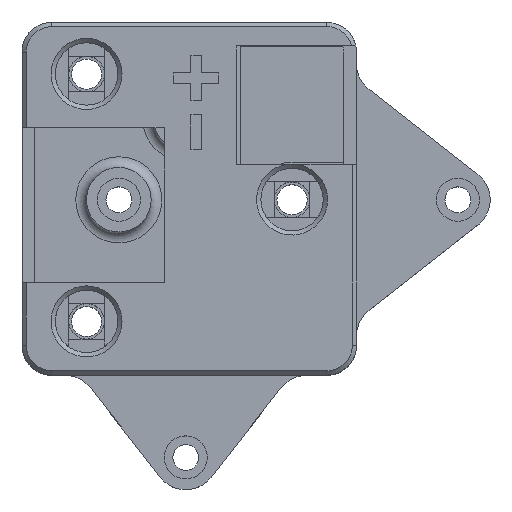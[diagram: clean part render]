
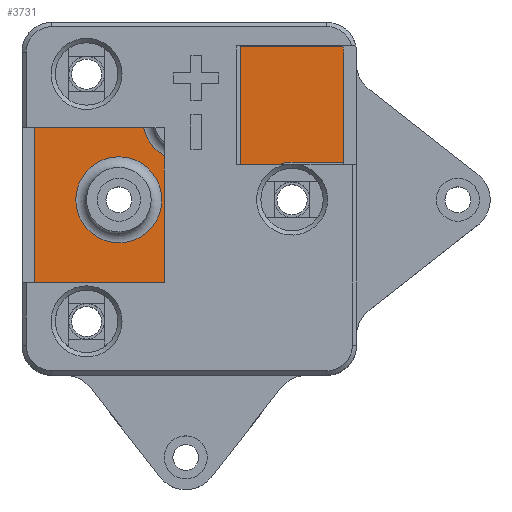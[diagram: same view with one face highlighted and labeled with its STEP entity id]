
A CAD part, top view. The second image highlights one B-rep face of the part: STEP entity #3731.
In plain terms, the highlighted planar face has unit normal (0, 0, 1).
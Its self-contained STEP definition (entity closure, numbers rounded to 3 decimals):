
#85=FACE_BOUND('',#516,.T.);
#86=FACE_BOUND('',#517,.T.);
#123=PLANE('',#4025);
#295=FACE_OUTER_BOUND('',#515,.T.);
#515=EDGE_LOOP('',(#2787,#2788,#2789,#2790,#2791,#2792,#2793,#2794,#2795,
#2796,#2797,#2798,#2799,#2800,#2801,#2802));
#516=EDGE_LOOP('',(#2803));
#517=EDGE_LOOP('',(#2804));
#780=LINE('',#5694,#1181);
#781=LINE('',#5696,#1182);
#782=LINE('',#5700,#1183);
#783=LINE('',#5702,#1184);
#784=LINE('',#5706,#1185);
#785=LINE('',#5708,#1186);
#786=LINE('',#5710,#1187);
#787=LINE('',#5714,#1188);
#788=LINE('',#5716,#1189);
#789=LINE('',#5720,#1190);
#790=LINE('',#5722,#1191);
#1181=VECTOR('',#4579,10.);
#1182=VECTOR('',#4580,10.);
#1183=VECTOR('',#4583,10.);
#1184=VECTOR('',#4584,10.);
#1185=VECTOR('',#4587,10.);
#1186=VECTOR('',#4588,10.);
#1187=VECTOR('',#4589,10.);
#1188=VECTOR('',#4592,10.);
#1189=VECTOR('',#4593,10.);
#1190=VECTOR('',#4596,10.);
#1191=VECTOR('',#4597,10.);
#1555=CIRCLE('',#4024,4.);
#1556=CIRCLE('',#4026,1.57);
#1557=CIRCLE('',#4027,3.5);
#1558=CIRCLE('',#4028,3.5);
#1559=CIRCLE('',#4029,1.57);
#1560=CIRCLE('',#4030,3.5);
#1561=CIRCLE('',#4031,4.);
#1734=VERTEX_POINT('',#5688);
#1735=VERTEX_POINT('',#5692);
#1736=VERTEX_POINT('',#5693);
#1737=VERTEX_POINT('',#5695);
#1738=VERTEX_POINT('',#5697);
#1739=VERTEX_POINT('',#5699);
#1740=VERTEX_POINT('',#5701);
#1741=VERTEX_POINT('',#5703);
#1742=VERTEX_POINT('',#5705);
#1743=VERTEX_POINT('',#5707);
#1744=VERTEX_POINT('',#5709);
#1745=VERTEX_POINT('',#5711);
#1746=VERTEX_POINT('',#5713);
#1747=VERTEX_POINT('',#5715);
#1748=VERTEX_POINT('',#5717);
#1749=VERTEX_POINT('',#5719);
#1750=VERTEX_POINT('',#5721);
#1751=VERTEX_POINT('',#5724);
#2135=EDGE_CURVE('',#1734,#1734,#1555,.T.);
#2136=EDGE_CURVE('',#1735,#1736,#780,.T.);
#2137=EDGE_CURVE('',#1736,#1737,#781,.T.);
#2138=EDGE_CURVE('',#1737,#1738,#1556,.T.);
#2139=EDGE_CURVE('',#1738,#1739,#782,.T.);
#2140=EDGE_CURVE('',#1739,#1740,#783,.T.);
#2141=EDGE_CURVE('',#1740,#1741,#1557,.T.);
#2142=EDGE_CURVE('',#1741,#1742,#784,.T.);
#2143=EDGE_CURVE('',#1742,#1743,#785,.T.);
#2144=EDGE_CURVE('',#1743,#1744,#786,.T.);
#2145=EDGE_CURVE('',#1745,#1744,#1558,.T.);
#2146=EDGE_CURVE('',#1745,#1746,#787,.T.);
#2147=EDGE_CURVE('',#1746,#1747,#788,.T.);
#2148=EDGE_CURVE('',#1747,#1748,#1559,.T.);
#2149=EDGE_CURVE('',#1748,#1749,#789,.T.);
#2150=EDGE_CURVE('',#1749,#1750,#790,.T.);
#2151=EDGE_CURVE('',#1735,#1750,#1560,.T.);
#2152=EDGE_CURVE('',#1751,#1751,#1561,.T.);
#2787=ORIENTED_EDGE('',*,*,#2136,.T.);
#2788=ORIENTED_EDGE('',*,*,#2137,.T.);
#2789=ORIENTED_EDGE('',*,*,#2138,.T.);
#2790=ORIENTED_EDGE('',*,*,#2139,.T.);
#2791=ORIENTED_EDGE('',*,*,#2140,.T.);
#2792=ORIENTED_EDGE('',*,*,#2141,.T.);
#2793=ORIENTED_EDGE('',*,*,#2142,.T.);
#2794=ORIENTED_EDGE('',*,*,#2143,.T.);
#2795=ORIENTED_EDGE('',*,*,#2144,.T.);
#2796=ORIENTED_EDGE('',*,*,#2145,.F.);
#2797=ORIENTED_EDGE('',*,*,#2146,.T.);
#2798=ORIENTED_EDGE('',*,*,#2147,.T.);
#2799=ORIENTED_EDGE('',*,*,#2148,.T.);
#2800=ORIENTED_EDGE('',*,*,#2149,.T.);
#2801=ORIENTED_EDGE('',*,*,#2150,.T.);
#2802=ORIENTED_EDGE('',*,*,#2151,.F.);
#2803=ORIENTED_EDGE('',*,*,#2152,.F.);
#2804=ORIENTED_EDGE('',*,*,#2135,.F.);
#3731=ADVANCED_FACE('',(#295,#85,#86),#123,.F.);
#4024=AXIS2_PLACEMENT_3D('',#5690,#4575,#4576);
#4025=AXIS2_PLACEMENT_3D('',#5691,#4577,#4578);
#4026=AXIS2_PLACEMENT_3D('',#5698,#4581,#4582);
#4027=AXIS2_PLACEMENT_3D('',#5704,#4585,#4586);
#4028=AXIS2_PLACEMENT_3D('',#5712,#4590,#4591);
#4029=AXIS2_PLACEMENT_3D('',#5718,#4594,#4595);
#4030=AXIS2_PLACEMENT_3D('',#5723,#4598,#4599);
#4031=AXIS2_PLACEMENT_3D('',#5725,#4600,#4601);
#4575=DIRECTION('center_axis',(0.,0.,1.));
#4576=DIRECTION('ref_axis',(-1.,0.,0.));
#4577=DIRECTION('center_axis',(0.,0.,-1.));
#4578=DIRECTION('ref_axis',(1.,0.,0.));
#4579=DIRECTION('',(1.,0.,0.));
#4580=DIRECTION('',(0.,1.,0.));
#4581=DIRECTION('center_axis',(0.,0.,1.));
#4582=DIRECTION('ref_axis',(1.,0.,0.));
#4583=DIRECTION('',(-1.,0.,0.));
#4584=DIRECTION('',(0.,-1.,0.));
#4585=DIRECTION('center_axis',(0.,0.,-1.));
#4586=DIRECTION('ref_axis',(-1.,0.,0.));
#4587=DIRECTION('',(-1.,0.,0.));
#4588=DIRECTION('',(0.,-1.,0.));
#4589=DIRECTION('',(1.,0.,0.));
#4590=DIRECTION('center_axis',(0.,0.,1.));
#4591=DIRECTION('ref_axis',(1.,0.,0.));
#4592=DIRECTION('',(0.,-1.,0.));
#4593=DIRECTION('',(1.,0.,0.));
#4594=DIRECTION('center_axis',(0.,0.,1.));
#4595=DIRECTION('ref_axis',(0.,-1.,0.));
#4596=DIRECTION('',(0.,1.,0.));
#4597=DIRECTION('',(-1.,0.,0.));
#4598=DIRECTION('center_axis',(0.,0.,1.));
#4599=DIRECTION('ref_axis',(1.,0.,0.));
#4600=DIRECTION('center_axis',(0.,0.,1.));
#4601=DIRECTION('ref_axis',(-0.962,-0.273,0.));
#5688=CARTESIAN_POINT('',(11.5,14.865,-3.));
#5690=CARTESIAN_POINT('Origin',(7.5,14.865,-3.));
#5691=CARTESIAN_POINT('Origin',(14.048,8.978,-3.));
#5692=CARTESIAN_POINT('',(23.596,18.365,-3.));
#5693=CARTESIAN_POINT('',(28.396,18.365,-3.));
#5694=CARTESIAN_POINT('',(18.822,18.365,-3.));
#5695=CARTESIAN_POINT('',(28.396,28.564,-3.));
#5696=CARTESIAN_POINT('',(28.396,18.771,-3.));
#5697=CARTESIAN_POINT('',(26.826,30.134,-3.));
#5698=CARTESIAN_POINT('Origin',(26.826,28.564,-3.));
#5699=CARTESIAN_POINT('',(8.,30.134,-3.));
#5700=CARTESIAN_POINT('',(7.659,30.134,-3.));
#5701=CARTESIAN_POINT('',(8.,26.534,-3.));
#5702=CARTESIAN_POINT('',(8.,19.556,-3.));
#5703=CARTESIAN_POINT('',(4.5,23.034,-3.));
#5704=CARTESIAN_POINT('Origin',(4.5,26.534,-3.));
#5705=CARTESIAN_POINT('',(-0.3,23.034,-3.));
#5706=CARTESIAN_POINT('',(9.274,23.034,-3.));
#5707=CARTESIAN_POINT('',(-0.3,7.047,-3.));
#5708=CARTESIAN_POINT('',(-0.3,5.148,-3.));
#5709=CARTESIAN_POINT('',(4.5,7.047,-3.));
#5710=CARTESIAN_POINT('',(6.874,7.047,-3.));
#5711=CARTESIAN_POINT('',(8.,3.547,-3.));
#5712=CARTESIAN_POINT('Origin',(4.5,3.547,-3.));
#5713=CARTESIAN_POINT('',(8.,-0.253,-3.));
#5714=CARTESIAN_POINT('',(8.,6.263,-3.));
#5715=CARTESIAN_POINT('',(26.826,-0.253,-3.));
#5716=CARTESIAN_POINT('',(20.437,-0.253,-3.));
#5717=CARTESIAN_POINT('',(28.396,1.317,-3.));
#5718=CARTESIAN_POINT('Origin',(26.826,1.317,-3.));
#5719=CARTESIAN_POINT('',(28.396,11.365,-3.));
#5720=CARTESIAN_POINT('',(28.396,18.771,-3.));
#5721=CARTESIAN_POINT('',(23.596,11.365,-3.));
#5722=CARTESIAN_POINT('',(21.222,11.365,-3.));
#5723=CARTESIAN_POINT('Origin',(23.596,14.865,-3.));
#5724=CARTESIAN_POINT('',(9.716,22.423,-3.));
#5725=CARTESIAN_POINT('Origin',(13.716,22.423,-3.));
